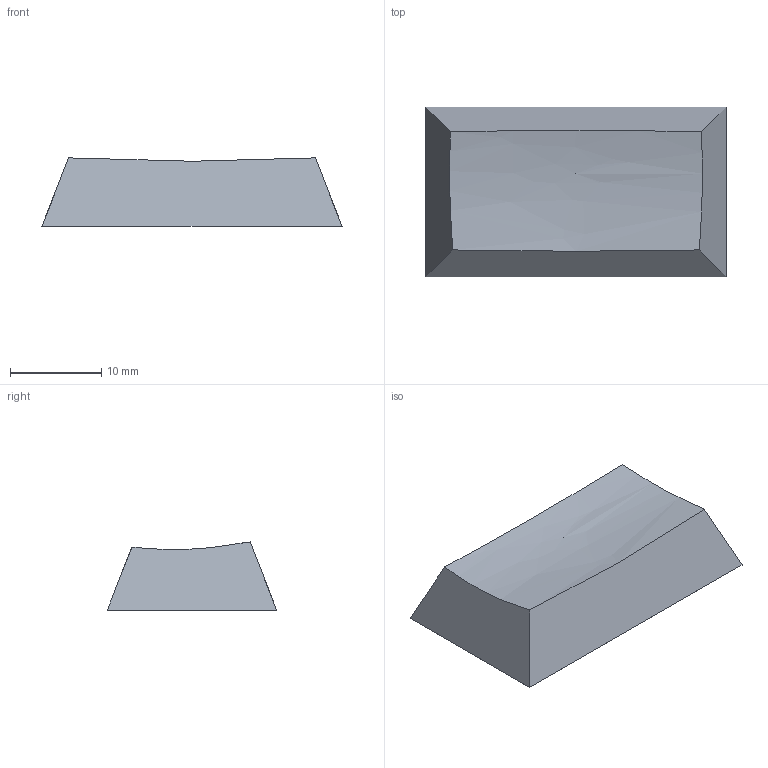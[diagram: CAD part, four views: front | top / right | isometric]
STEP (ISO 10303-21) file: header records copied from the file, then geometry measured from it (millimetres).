
FILE_DESCRIPTION(('FreeCAD Model'),'2;1');
FILE_NAME('Open CASCADE Shape Model','2023-04-27T14:21:36',('Author'),( ''),'Open CASCADE STEP processor 7.5','FreeCAD','Unknown');
FILE_SCHEMA(('AUTOMOTIVE_DESIGN { 1 0 10303 214 1 1 1 1 }'));
Length unit declared in the file: millimetre
Products named in the file (1): union002
Bounding box: 32.93 x 18.6 x 7.49 mm (x, y, z)
Volume: 1378 mm3; surface area: 2124.5 mm2
Topology: 2 solids, 2 shells, 125 faces, 350 edges, 228 vertices
Faces by surface type: plane 123, cylinder 1, bspline 1
Full cylindrical faces by diameter (mm): 5.5 x1
Entity records: 8694 total; most frequent: CARTESIAN_POINT 2081, DIRECTION 1085, LINE 829, VECTOR 829, ORIENTED_EDGE 690, PCURVE 690, DEFINITIONAL_REPRESENTATION 690, EDGE_CURVE 345
